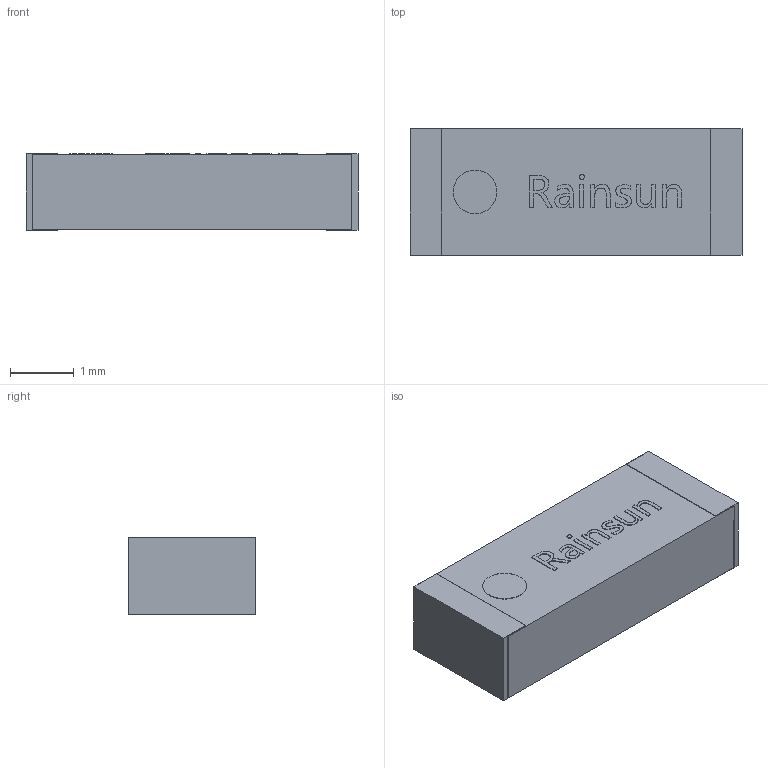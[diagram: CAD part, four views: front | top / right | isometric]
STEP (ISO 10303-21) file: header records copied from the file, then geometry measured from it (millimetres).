
FILE_DESCRIPTION(/* description */ (''),/* implementation_level */ '2;1');
FILE_NAME(/* name */ 'ANT2051.step',/* time_stamp */ '2021-12-24T19:05:01+08:00',/* author */ (''),/* organization */ (''),/* preprocessor_version */ 'ST-DEVELOPER v18.1',/* originating_system */ 'Autodesk Translation Framework v10.10.0.1391',/* authorisation */ '');
FILE_SCHEMA (('AUTOMOTIVE_DESIGN { 1 0 10303 214 3 1 1 }'));
Length unit declared in the file: millimetre
Products named in the file (3): (未保存); 315eac286d194352ab747857ec3620a0; SOLID
Assembly tree (2 placements, depth 3):
  (未保存)
    315eac286d194352ab747857ec3620a0
      SOLID
Bounding box: 5.2 x 2 x 1.2 mm (x, y, z)
Volume: 12.3 mm3; surface area: 38.1 mm2
Topology: 1 solids, 1 shells, 190 faces, 510 edges, 340 vertices
Faces by surface type: plane 131, bspline 58, cylinder 1
Full cylindrical faces by diameter (mm): 0.685 x1
Entity records: 9042 total; most frequent: CARTESIAN_POINT 4455, ORIENTED_EDGE 1020, DIRECTION 670, EDGE_CURVE 510, LINE 392, VECTOR 392, VERTEX_POINT 340, EDGE_LOOP 208
